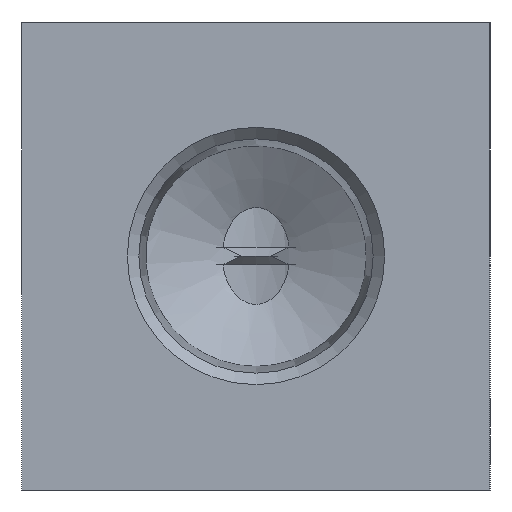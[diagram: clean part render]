
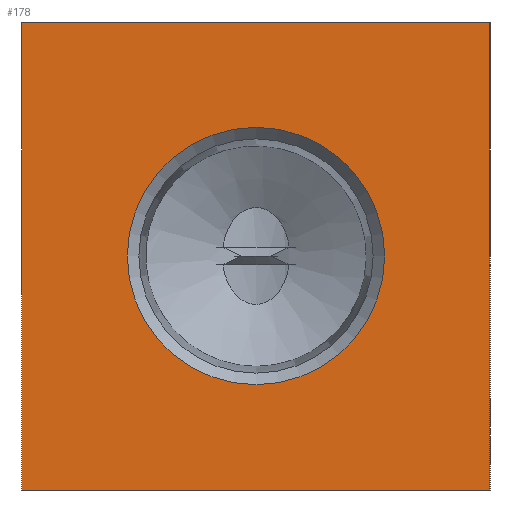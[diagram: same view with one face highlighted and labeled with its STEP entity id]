
A CAD part, left-side view. The second image highlights one B-rep face of the part: STEP entity #178.
In plain terms, the highlighted planar face has unit normal (-1, 0, 0).
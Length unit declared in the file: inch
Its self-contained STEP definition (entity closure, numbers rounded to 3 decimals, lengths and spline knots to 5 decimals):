
#178 = ADVANCED_FACE( '', ( #492, #493 ), #494, .F. );
#492 = FACE_BOUND( '', #989, .T. );
#493 = FACE_OUTER_BOUND( '', #990, .T. );
#494 = PLANE( '', #991 );
#989 = EDGE_LOOP( '', ( #1500 ) );
#990 = EDGE_LOOP( '', ( #1501, #1502, #1503, #1504 ) );
#991 = AXIS2_PLACEMENT_3D( '', #1505, #1506, #1507 );
#1500 = ORIENTED_EDGE( '', *, *, #2806, .T. );
#1501 = ORIENTED_EDGE( '', *, *, #2807, .F. );
#1502 = ORIENTED_EDGE( '', *, *, #2808, .F. );
#1503 = ORIENTED_EDGE( '', *, *, #2809, .F. );
#1504 = ORIENTED_EDGE( '', *, *, #2810, .F. );
#1505 = CARTESIAN_POINT( '', ( 0., 0., 0. ) );
#1506 = DIRECTION( '', ( 1., 0., 0. ) );
#1507 = DIRECTION( '', ( 0., 0., -1. ) );
#2806 = EDGE_CURVE( '', #3336, #3336, #3337, .T. );
#2807 = EDGE_CURVE( '', #3338, #3339, #3340, .T. );
#2808 = EDGE_CURVE( '', #3341, #3338, #3342, .T. );
#2809 = EDGE_CURVE( '', #3343, #3341, #3344, .T. );
#2810 = EDGE_CURVE( '', #3339, #3343, #3345, .T. );
#3336 = VERTEX_POINT( '', #4114 );
#3337 = CIRCLE( '', #4115, 0.54977 );
#3338 = VERTEX_POINT( '', #4116 );
#3339 = VERTEX_POINT( '', #4117 );
#3340 = LINE( '', #4118, #4119 );
#3341 = VERTEX_POINT( '', #4120 );
#3342 = LINE( '', #4121, #4122 );
#3343 = VERTEX_POINT( '', #4123 );
#3344 = LINE( '', #4124, #4125 );
#3345 = LINE( '', #4126, #4127 );
#4114 = CARTESIAN_POINT( '', ( 0., 1., 0.45023 ) );
#4115 = AXIS2_PLACEMENT_3D( '', #5264, #5265, #5266 );
#4116 = CARTESIAN_POINT( '', ( 0., 2., 0. ) );
#4117 = CARTESIAN_POINT( '', ( 0., 2., 2. ) );
#4118 = CARTESIAN_POINT( '', ( 0., 2., 0. ) );
#4119 = VECTOR( '', #5267, 39.37008 );
#4120 = CARTESIAN_POINT( '', ( 0., 0., 0. ) );
#4121 = CARTESIAN_POINT( '', ( 0., 0., 0. ) );
#4122 = VECTOR( '', #5268, 39.37008 );
#4123 = CARTESIAN_POINT( '', ( 0., 0., 2. ) );
#4124 = CARTESIAN_POINT( '', ( 0., 0., 2. ) );
#4125 = VECTOR( '', #5269, 39.37008 );
#4126 = CARTESIAN_POINT( '', ( 0., 2., 2. ) );
#4127 = VECTOR( '', #5270, 39.37008 );
#5264 = CARTESIAN_POINT( '', ( 0., 1., 1. ) );
#5265 = DIRECTION( '', ( 1., 0., 0. ) );
#5266 = DIRECTION( '', ( 0., 0., -1. ) );
#5267 = DIRECTION( '', ( 0., 0., 1. ) );
#5268 = DIRECTION( '', ( 0., 1., 0. ) );
#5269 = DIRECTION( '', ( 0., 0., -1. ) );
#5270 = DIRECTION( '', ( 0., -1., 0. ) );
